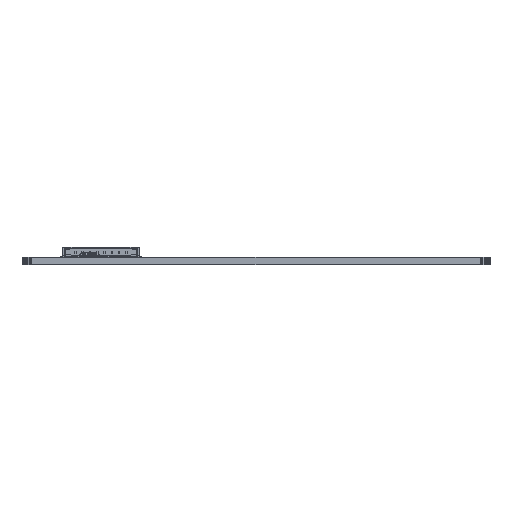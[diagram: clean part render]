
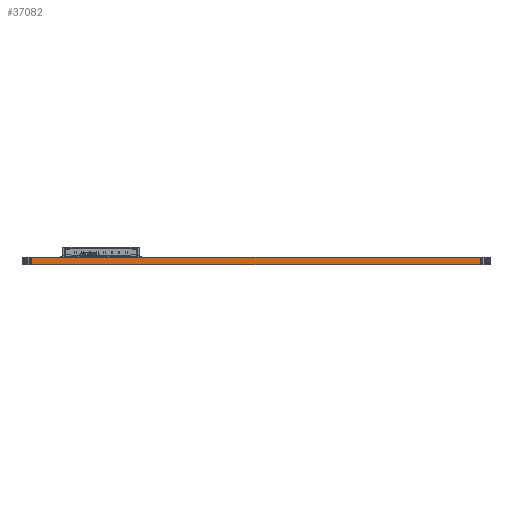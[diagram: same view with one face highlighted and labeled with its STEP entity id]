
A CAD part, left-side view. The second image highlights one B-rep face of the part: STEP entity #37082.
In plain terms, the highlighted planar face has unit normal (-1, 0, 0).
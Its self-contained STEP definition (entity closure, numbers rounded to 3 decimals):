
#33144 = PLANE('',#33145);
#33145 = AXIS2_PLACEMENT_3D('',#33146,#33147,#33148);
#33146 = CARTESIAN_POINT('',(39.2,48.,1.6));
#33147 = DIRECTION('',(-0.,-0.,-1.));
#33148 = DIRECTION('',(-1.,0.,0.));
#33198 = PLANE('',#33199);
#33199 = AXIS2_PLACEMENT_3D('',#33200,#33201,#33202);
#33200 = CARTESIAN_POINT('',(39.2,48.,0.));
#33201 = DIRECTION('',(-0.,-0.,-1.));
#33202 = DIRECTION('',(-1.,0.,0.));
#34231 = VERTEX_POINT('',#34232);
#34232 = CARTESIAN_POINT('',(0.7,2.,0.));
#34246 = PLANE('',#34247);
#34247 = AXIS2_PLACEMENT_3D('',#34248,#34249,#34250);
#34248 = CARTESIAN_POINT('',(0.72,1.715,0.));
#34249 = DIRECTION('',(-0.997,-0.071,0.));
#34250 = DIRECTION('',(-0.071,0.997,0.));
#34258 = EDGE_CURVE('',#34231,#34259,#34261,.T.);
#34259 = VERTEX_POINT('',#34260);
#34260 = CARTESIAN_POINT('',(0.7,94.,0.));
#34261 = SURFACE_CURVE('',#34262,(#34266,#34273),.PCURVE_S1.);
#34262 = LINE('',#34263,#34264);
#34263 = CARTESIAN_POINT('',(0.7,2.,0.));
#34264 = VECTOR('',#34265,1.);
#34265 = DIRECTION('',(0.,1.,0.));
#34266 = PCURVE('',#33198,#34267);
#34267 = DEFINITIONAL_REPRESENTATION('',(#34268),#34272);
#34268 = LINE('',#34269,#34270);
#34269 = CARTESIAN_POINT('',(38.5,-46.));
#34270 = VECTOR('',#34271,1.);
#34271 = DIRECTION('',(0.,1.));
#34272 = ( GEOMETRIC_REPRESENTATION_CONTEXT(2) 
PARAMETRIC_REPRESENTATION_CONTEXT() REPRESENTATION_CONTEXT('2D SPACE',''
  ) );
#34273 = PCURVE('',#34274,#34279);
#34274 = PLANE('',#34275);
#34275 = AXIS2_PLACEMENT_3D('',#34276,#34277,#34278);
#34276 = CARTESIAN_POINT('',(0.7,2.,0.));
#34277 = DIRECTION('',(-1.,0.,0.));
#34278 = DIRECTION('',(0.,1.,0.));
#34279 = DEFINITIONAL_REPRESENTATION('',(#34280),#34284);
#34280 = LINE('',#34281,#34282);
#34281 = CARTESIAN_POINT('',(0.,0.));
#34282 = VECTOR('',#34283,1.);
#34283 = DIRECTION('',(1.,0.));
#34284 = ( GEOMETRIC_REPRESENTATION_CONTEXT(2) 
PARAMETRIC_REPRESENTATION_CONTEXT() REPRESENTATION_CONTEXT('2D SPACE',''
  ) );
#34302 = PLANE('',#34303);
#34303 = AXIS2_PLACEMENT_3D('',#34304,#34305,#34306);
#34304 = CARTESIAN_POINT('',(0.7,94.,0.));
#34305 = DIRECTION('',(-0.997,0.071,0.));
#34306 = DIRECTION('',(0.071,0.997,0.));
#35755 = VERTEX_POINT('',#35756);
#35756 = CARTESIAN_POINT('',(0.7,2.,1.6));
#35777 = EDGE_CURVE('',#35755,#35778,#35780,.T.);
#35778 = VERTEX_POINT('',#35779);
#35779 = CARTESIAN_POINT('',(0.7,94.,1.6));
#35780 = SURFACE_CURVE('',#35781,(#35785,#35792),.PCURVE_S1.);
#35781 = LINE('',#35782,#35783);
#35782 = CARTESIAN_POINT('',(0.7,2.,1.6));
#35783 = VECTOR('',#35784,1.);
#35784 = DIRECTION('',(0.,1.,0.));
#35785 = PCURVE('',#33144,#35786);
#35786 = DEFINITIONAL_REPRESENTATION('',(#35787),#35791);
#35787 = LINE('',#35788,#35789);
#35788 = CARTESIAN_POINT('',(38.5,-46.));
#35789 = VECTOR('',#35790,1.);
#35790 = DIRECTION('',(0.,1.));
#35791 = ( GEOMETRIC_REPRESENTATION_CONTEXT(2) 
PARAMETRIC_REPRESENTATION_CONTEXT() REPRESENTATION_CONTEXT('2D SPACE',''
  ) );
#35792 = PCURVE('',#34274,#35793);
#35793 = DEFINITIONAL_REPRESENTATION('',(#35794),#35798);
#35794 = LINE('',#35795,#35796);
#35795 = CARTESIAN_POINT('',(0.,-1.6));
#35796 = VECTOR('',#35797,1.);
#35797 = DIRECTION('',(1.,0.));
#35798 = ( GEOMETRIC_REPRESENTATION_CONTEXT(2) 
PARAMETRIC_REPRESENTATION_CONTEXT() REPRESENTATION_CONTEXT('2D SPACE',''
  ) );
#37032 = EDGE_CURVE('',#34259,#35778,#37033,.T.);
#37033 = SURFACE_CURVE('',#37034,(#37038,#37045),.PCURVE_S1.);
#37034 = LINE('',#37035,#37036);
#37035 = CARTESIAN_POINT('',(0.7,94.,0.));
#37036 = VECTOR('',#37037,1.);
#37037 = DIRECTION('',(0.,0.,1.));
#37038 = PCURVE('',#34302,#37039);
#37039 = DEFINITIONAL_REPRESENTATION('',(#37040),#37044);
#37040 = LINE('',#37041,#37042);
#37041 = CARTESIAN_POINT('',(0.,0.));
#37042 = VECTOR('',#37043,1.);
#37043 = DIRECTION('',(0.,-1.));
#37044 = ( GEOMETRIC_REPRESENTATION_CONTEXT(2) 
PARAMETRIC_REPRESENTATION_CONTEXT() REPRESENTATION_CONTEXT('2D SPACE',''
  ) );
#37045 = PCURVE('',#34274,#37046);
#37046 = DEFINITIONAL_REPRESENTATION('',(#37047),#37051);
#37047 = LINE('',#37048,#37049);
#37048 = CARTESIAN_POINT('',(92.,0.));
#37049 = VECTOR('',#37050,1.);
#37050 = DIRECTION('',(0.,-1.));
#37051 = ( GEOMETRIC_REPRESENTATION_CONTEXT(2) 
PARAMETRIC_REPRESENTATION_CONTEXT() REPRESENTATION_CONTEXT('2D SPACE',''
  ) );
#37082 = ADVANCED_FACE('',(#37083),#34274,.T.);
#37083 = FACE_BOUND('',#37084,.T.);
#37084 = EDGE_LOOP('',(#37085,#37106,#37107,#37108));
#37085 = ORIENTED_EDGE('',*,*,#37086,.T.);
#37086 = EDGE_CURVE('',#34231,#35755,#37087,.T.);
#37087 = SURFACE_CURVE('',#37088,(#37092,#37099),.PCURVE_S1.);
#37088 = LINE('',#37089,#37090);
#37089 = CARTESIAN_POINT('',(0.7,2.,0.));
#37090 = VECTOR('',#37091,1.);
#37091 = DIRECTION('',(0.,0.,1.));
#37092 = PCURVE('',#34274,#37093);
#37093 = DEFINITIONAL_REPRESENTATION('',(#37094),#37098);
#37094 = LINE('',#37095,#37096);
#37095 = CARTESIAN_POINT('',(0.,0.));
#37096 = VECTOR('',#37097,1.);
#37097 = DIRECTION('',(0.,-1.));
#37098 = ( GEOMETRIC_REPRESENTATION_CONTEXT(2) 
PARAMETRIC_REPRESENTATION_CONTEXT() REPRESENTATION_CONTEXT('2D SPACE',''
  ) );
#37099 = PCURVE('',#34246,#37100);
#37100 = DEFINITIONAL_REPRESENTATION('',(#37101),#37105);
#37101 = LINE('',#37102,#37103);
#37102 = CARTESIAN_POINT('',(0.285,0.));
#37103 = VECTOR('',#37104,1.);
#37104 = DIRECTION('',(0.,-1.));
#37105 = ( GEOMETRIC_REPRESENTATION_CONTEXT(2) 
PARAMETRIC_REPRESENTATION_CONTEXT() REPRESENTATION_CONTEXT('2D SPACE',''
  ) );
#37106 = ORIENTED_EDGE('',*,*,#35777,.T.);
#37107 = ORIENTED_EDGE('',*,*,#37032,.F.);
#37108 = ORIENTED_EDGE('',*,*,#34258,.F.);
